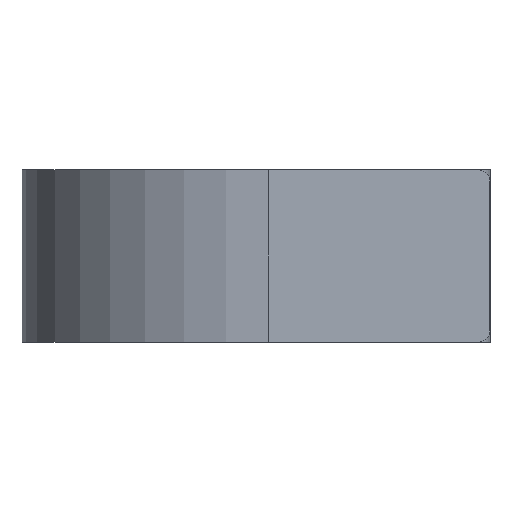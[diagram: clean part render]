
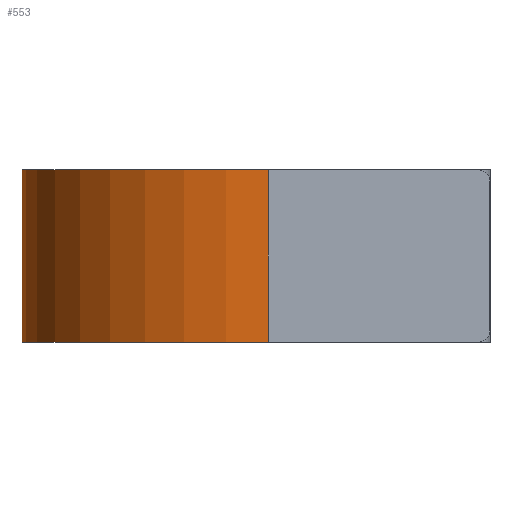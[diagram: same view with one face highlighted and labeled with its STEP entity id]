
A CAD part, left-side view. The second image highlights one B-rep face of the part: STEP entity #553.
In plain terms, the highlighted cylindrical face has radius 20 mm (diameter 40 mm), a partial arc.
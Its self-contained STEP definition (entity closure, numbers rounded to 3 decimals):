
#110=DIRECTION('',(0.,0.,1.));
#111=VECTOR('',#110,14.);
#112=CARTESIAN_POINT('',(38.,18.,-7.));
#113=LINE('',#112,#111);
#143=CARTESIAN_POINT('',(18.,18.,-7.));
#144=DIRECTION('',(0.,0.,-1.));
#145=DIRECTION('',(-1.,0.,0.));
#146=AXIS2_PLACEMENT_3D('',#143,#144,#145);
#148=DIRECTION('',(0.,0.,1.));
#149=VECTOR('',#148,14.);
#150=CARTESIAN_POINT('',(-2.,18.,-7.));
#151=LINE('',#150,#149);
#161=CARTESIAN_POINT('',(18.,18.,7.));
#162=DIRECTION('',(0.,0.,-1.));
#163=DIRECTION('',(-1.,0.,0.));
#164=AXIS2_PLACEMENT_3D('',#161,#162,#163);
#258=CARTESIAN_POINT('',(-2.,18.,-7.));
#259=CARTESIAN_POINT('',(38.,18.,-7.));
#260=VERTEX_POINT('',#258);
#261=VERTEX_POINT('',#259);
#264=CARTESIAN_POINT('',(-2.,18.,7.));
#265=CARTESIAN_POINT('',(38.,18.,7.));
#266=VERTEX_POINT('',#264);
#267=VERTEX_POINT('',#265);
#540=CARTESIAN_POINT('',(18.,18.,-7.));
#541=DIRECTION('',(0.,0.,1.));
#542=DIRECTION('',(1.,0.,0.));
#543=AXIS2_PLACEMENT_3D('',#540,#541,#542);
#544=CYLINDRICAL_SURFACE('',#543,20.);
#545=ORIENTED_EDGE('',*,*,#533,.T.);
#546=ORIENTED_EDGE('',*,*,#478,.T.);
#548=ORIENTED_EDGE('',*,*,#547,.F.);
#550=ORIENTED_EDGE('',*,*,#549,.F.);
#551=EDGE_LOOP('',(#545,#546,#548,#550));
#552=FACE_OUTER_BOUND('',#551,.F.);
#553=ADVANCED_FACE('',(#552),#544,.T.);
#147=CIRCLE('',#146,20.);
#165=CIRCLE('',#164,20.);
#478=EDGE_CURVE('',#261,#267,#113,.T.);
#533=EDGE_CURVE('',#260,#261,#147,.T.);
#547=EDGE_CURVE('',#266,#267,#165,.T.);
#549=EDGE_CURVE('',#260,#266,#151,.T.);
